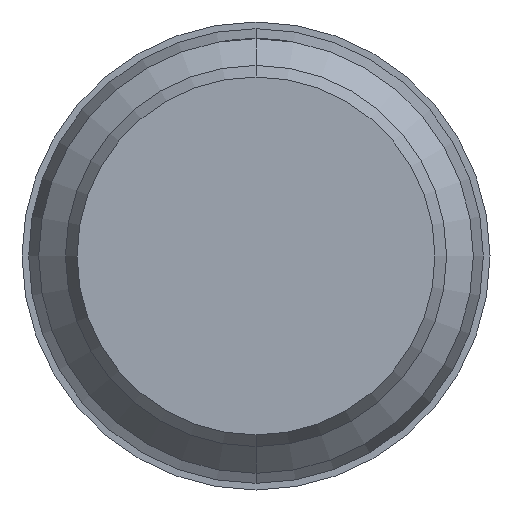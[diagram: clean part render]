
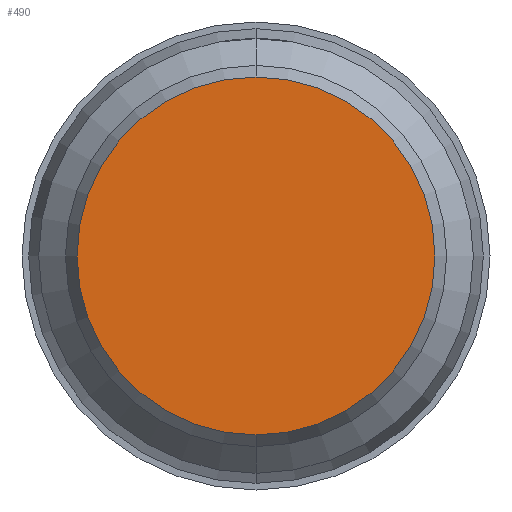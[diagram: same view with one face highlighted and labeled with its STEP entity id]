
A CAD part, front view. The second image highlights one B-rep face of the part: STEP entity #490.
In plain terms, the highlighted planar face has unit normal (0, -1, 0).
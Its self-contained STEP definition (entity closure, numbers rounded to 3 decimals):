
#95 = VERTEX_POINT ( 'NONE', #2062 ) ;
#209 = AXIS2_PLACEMENT_3D ( 'NONE', #1888, #1902, #2712 ) ;
#490 = ADVANCED_FACE ( 'Defeature ausgef�hrt2_8', ( #3360 ), #1367, .T. ) ;
#585 = ORIENTED_EDGE ( 'NONE', *, *, #935, .T. ) ;
#657 = DIRECTION ( 'NONE',  ( 0., 0., -1. ) ) ;
#868 = CIRCLE ( 'NONE', #2724, 2.677 ) ;
#935 = EDGE_CURVE ( 'Defeature ausgef�hrt2_8+Defeature ausgef�hrt2_11+Defeature ausgef�hrt2_11+Defeature ausgef�hrt2_11', #3002, #95, #868, .T. ) ;
#1129 = EDGE_CURVE ( 'Defeature ausgef�hrt2_8+Defeature ausgef�hrt2_11+Defeature ausgef�hrt2_11+Defeature ausgef�hrt2_11', #95, #3002, #1959, .T. ) ;
#1147 = EDGE_LOOP ( 'NONE', ( #585, #1193 ) ) ;
#1193 = ORIENTED_EDGE ( 'NONE', *, *, #1129, .T. ) ;
#1367 = PLANE ( 'NONE',  #209 ) ;
#1888 = CARTESIAN_POINT ( 'NONE',  ( -2.85, -16., 0. ) ) ;
#1902 = DIRECTION ( 'NONE',  ( 0., -1., 0. ) ) ;
#1959 = CIRCLE ( 'NONE', #3523, 2.677 ) ;
#2062 = CARTESIAN_POINT ( 'NONE',  ( 0., -16., -2.677 ) ) ;
#2200 = CARTESIAN_POINT ( 'NONE',  ( 0., -16., 2.677 ) ) ;
#2282 = DIRECTION ( 'NONE',  ( 0., -1., 0. ) ) ;
#2316 = CARTESIAN_POINT ( 'NONE',  ( 0., -16., 0. ) ) ;
#2712 = DIRECTION ( 'NONE',  ( 0., 0., -1. ) ) ;
#2724 = AXIS2_PLACEMENT_3D ( 'NONE', #3181, #3216, #3205 ) ;
#3002 = VERTEX_POINT ( 'NONE', #2200 ) ;
#3181 = CARTESIAN_POINT ( 'NONE',  ( 0., -16., 0. ) ) ;
#3205 = DIRECTION ( 'NONE',  ( 0., 0., -1. ) ) ;
#3216 = DIRECTION ( 'NONE',  ( 0., -1., 0. ) ) ;
#3360 = FACE_OUTER_BOUND ( 'NONE', #1147, .T. ) ;
#3523 = AXIS2_PLACEMENT_3D ( 'NONE', #2316, #2282, #657 ) ;
